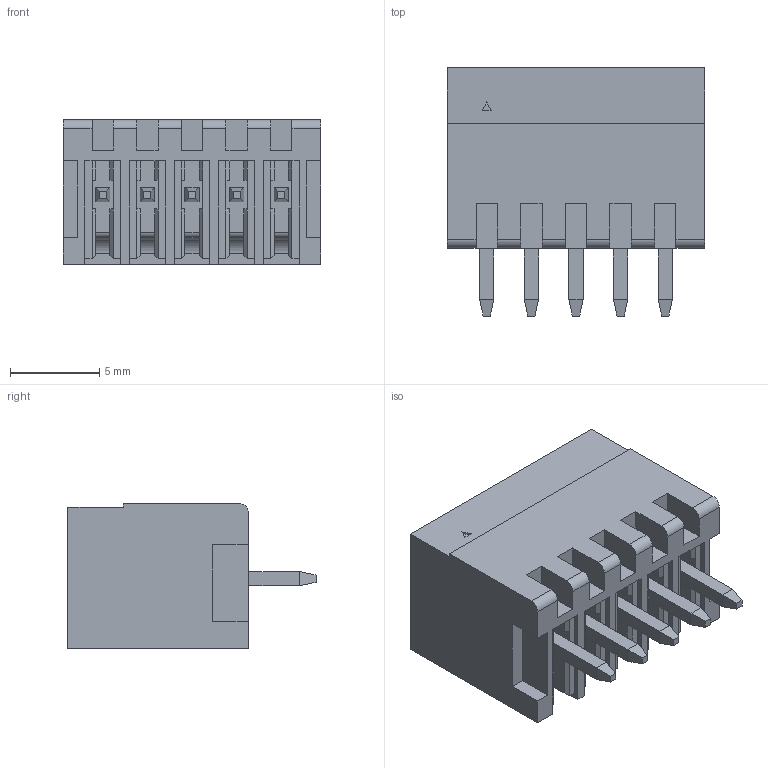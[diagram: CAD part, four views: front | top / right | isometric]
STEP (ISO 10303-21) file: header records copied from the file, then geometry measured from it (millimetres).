
FILE_DESCRIPTION (( 'STEP AP214' ), '1' );
FILE_NAME ('15EDGVC-2.5-05P-14-00AH.STEP', '2021-01-23T21:24:02', ( '' ), ( '' ), 'SwSTEP 2.0', 'SolidWorks 2020', '' );
FILE_SCHEMA (( 'AUTOMOTIVE_DESIGN' ));
Length unit declared in the file: millimetre
Products named in the file (1): 15EDGVC-2.5-05P-14-00AH
Bounding box: 14.4 x 13.9 x 8.1 mm (x, y, z)
Volume: 628.8 mm3; surface area: 1479.4 mm2
Topology: 1 solids, 1 shells, 716 faces, 1918 edges, 1242 vertices
Faces by surface type: plane 559, bspline 121, cylinder 26, torus 10
Entity records: 32304 total; most frequent: CARTESIAN_POINT 11302, ORIENTED_EDGE 3836, DIRECTION 2980, EDGE_CURVE 1918, VECTOR 1564, LINE 1564, VERTEX_POINT 1242, EDGE_LOOP 758
